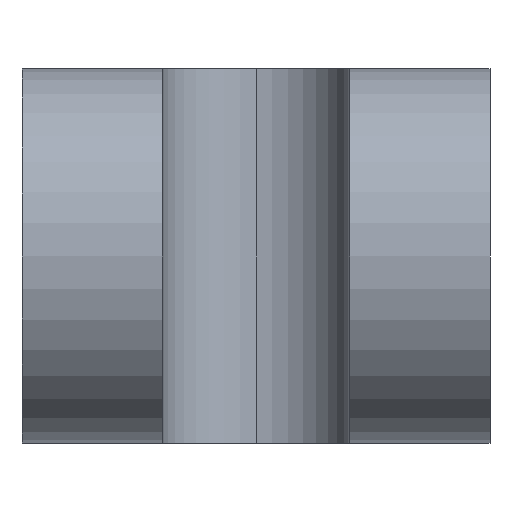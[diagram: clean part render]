
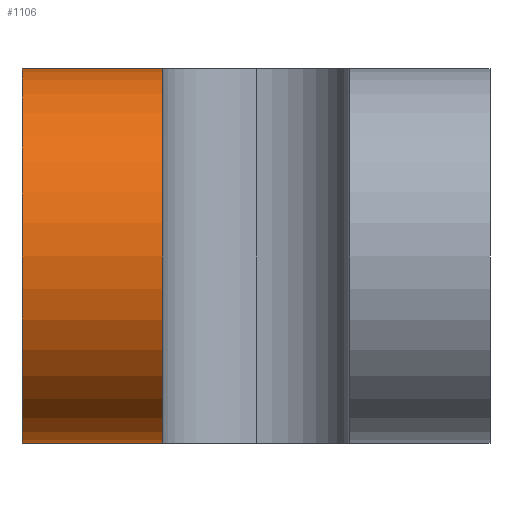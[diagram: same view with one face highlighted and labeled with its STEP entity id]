
A CAD part, left-side view. The second image highlights one B-rep face of the part: STEP entity #1106.
In plain terms, the highlighted cylindrical face has radius 2 mm (diameter 4 mm), a partial arc.
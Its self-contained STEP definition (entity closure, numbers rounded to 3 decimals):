
#105 = DIRECTION ( 'NONE',  ( 0., 1., 0. ) ) ;
#111 = DIRECTION ( 'NONE',  ( 0., 0., 1. ) ) ;
#124 = DIRECTION ( 'NONE',  ( 0., -1., 0. ) ) ;
#159 = AXIS2_PLACEMENT_3D ( 'NONE', #1156, #124, #1509 ) ;
#197 = CARTESIAN_POINT ( 'NONE',  ( 2., 3.5, 0. ) ) ;
#308 = VECTOR ( 'NONE', #597, 1000. ) ;
#457 = CARTESIAN_POINT ( 'NONE',  ( 2., 2., 0. ) ) ;
#493 = CARTESIAN_POINT ( 'NONE',  ( 2., 2., -4. ) ) ;
#494 = EDGE_CURVE ( 'NONE', #1234, #1023, #1128, .T. ) ;
#516 = EDGE_CURVE ( 'NONE', #1489, #1234, #1588, .T. ) ;
#597 = DIRECTION ( 'NONE',  ( 0., -1., 0. ) ) ;
#641 = CARTESIAN_POINT ( 'NONE',  ( 2., 2., -2. ) ) ;
#659 = CARTESIAN_POINT ( 'NONE',  ( 2., 2., -4. ) ) ;
#671 = ORIENTED_EDGE ( 'NONE', *, *, #516, .F. ) ;
#745 = CARTESIAN_POINT ( 'NONE',  ( 2., 2., 0. ) ) ;
#763 = CIRCLE ( 'NONE', #1423, 2. ) ;
#780 = DIRECTION ( 'NONE',  ( 0., -1., 0. ) ) ;
#785 = ORIENTED_EDGE ( 'NONE', *, *, #1645, .F. ) ;
#860 = EDGE_CURVE ( 'NONE', #1649, #1023, #763, .T. ) ;
#867 = EDGE_LOOP ( 'NONE', ( #671, #785, #953, #1557 ) ) ;
#893 = VECTOR ( 'NONE', #105, 1000. ) ;
#953 = ORIENTED_EDGE ( 'NONE', *, *, #860, .T. ) ;
#961 = CARTESIAN_POINT ( 'NONE',  ( 2., 3.5, -4. ) ) ;
#1023 = VERTEX_POINT ( 'NONE', #961 ) ;
#1106 = ADVANCED_FACE ( 'NONE', ( #1631 ), #1133, .T. ) ;
#1128 = LINE ( 'NONE', #493, #893 ) ;
#1133 = CYLINDRICAL_SURFACE ( 'NONE', #159, 2. ) ;
#1152 = DIRECTION ( 'NONE',  ( 0., -1., 0. ) ) ;
#1156 = CARTESIAN_POINT ( 'NONE',  ( 2., 2., -2. ) ) ;
#1234 = VERTEX_POINT ( 'NONE', #659 ) ;
#1240 = AXIS2_PLACEMENT_3D ( 'NONE', #641, #780, #1650 ) ;
#1281 = CARTESIAN_POINT ( 'NONE',  ( 2., 3.5, -2. ) ) ;
#1423 = AXIS2_PLACEMENT_3D ( 'NONE', #1281, #1152, #111 ) ;
#1489 = VERTEX_POINT ( 'NONE', #457 ) ;
#1509 = DIRECTION ( 'NONE',  ( 0., 0., -1. ) ) ;
#1557 = ORIENTED_EDGE ( 'NONE', *, *, #494, .F. ) ;
#1588 = CIRCLE ( 'NONE', #1240, 2. ) ;
#1613 = LINE ( 'NONE', #745, #308 ) ;
#1631 = FACE_OUTER_BOUND ( 'NONE', #867, .T. ) ;
#1645 = EDGE_CURVE ( 'NONE', #1649, #1489, #1613, .T. ) ;
#1649 = VERTEX_POINT ( 'NONE', #197 ) ;
#1650 = DIRECTION ( 'NONE',  ( 0., 0., 1. ) ) ;
